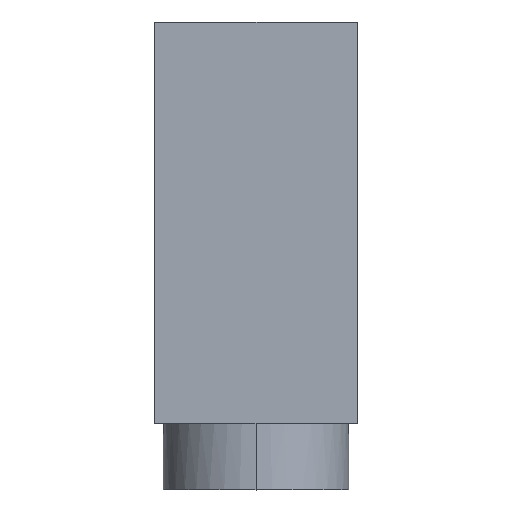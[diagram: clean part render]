
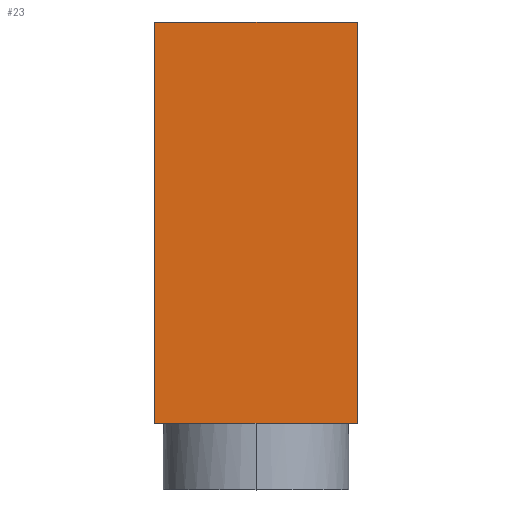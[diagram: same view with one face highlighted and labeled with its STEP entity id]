
A CAD part, top view. The second image highlights one B-rep face of the part: STEP entity #23.
In plain terms, the highlighted planar face has unit normal (0, 0, 1).
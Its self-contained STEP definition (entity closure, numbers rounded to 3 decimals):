
#23 = ADVANCED_FACE ( 'NONE', ( #642 ), #580, .T. ) ;
#29 = ORIENTED_EDGE ( 'NONE', *, *, #821, .T. ) ;
#51 = EDGE_LOOP ( 'NONE', ( #29, #1015, #625, #627, #1045, #1061 ) ) ;
#129 = CARTESIAN_POINT ( 'NONE',  ( 3.05, 6.05, 5. ) ) ;
#149 = VERTEX_POINT ( 'NONE', #1574 ) ;
#184 = LINE ( 'NONE', #906, #1776 ) ;
#350 = EDGE_CURVE ( 'NONE', #1530, #149, #1542, .T. ) ;
#406 = CARTESIAN_POINT ( 'NONE',  ( -3.05, -6.05, 5. ) ) ;
#412 = VECTOR ( 'NONE', #1364, 1000. ) ;
#430 = VERTEX_POINT ( 'NONE', #872 ) ;
#444 = DIRECTION ( 'NONE',  ( 1., 0., 0. ) ) ;
#447 = EDGE_CURVE ( 'NONE', #149, #1425, #1206, .T. ) ;
#478 = VERTEX_POINT ( 'NONE', #129 ) ;
#488 = VECTOR ( 'NONE', #444, 1000. ) ;
#528 = EDGE_CURVE ( 'NONE', #1267, #1530, #952, .T. ) ;
#580 = PLANE ( 'NONE',  #1905 ) ;
#614 = CARTESIAN_POINT ( 'NONE',  ( -3.05, 6.05, 5. ) ) ;
#617 = CARTESIAN_POINT ( 'NONE',  ( -3.05, -6.05, 5. ) ) ;
#625 = ORIENTED_EDGE ( 'NONE', *, *, #926, .T. ) ;
#627 = ORIENTED_EDGE ( 'NONE', *, *, #528, .T. ) ;
#642 = FACE_OUTER_BOUND ( 'NONE', #51, .T. ) ;
#821 = EDGE_CURVE ( 'NONE', #1425, #478, #184, .T. ) ;
#872 = CARTESIAN_POINT ( 'NONE',  ( -3.05, 6.05, 5. ) ) ;
#881 = DIRECTION ( 'NONE',  ( 0., 1., 0. ) ) ;
#892 = CARTESIAN_POINT ( 'NONE',  ( -3.05, -6.05, 5. ) ) ;
#906 = CARTESIAN_POINT ( 'NONE',  ( 3.05, 6.05, 5. ) ) ;
#926 = EDGE_CURVE ( 'NONE', #430, #1267, #1820, .T. ) ;
#952 = LINE ( 'NONE', #1244, #412 ) ;
#1015 = ORIENTED_EDGE ( 'NONE', *, *, #1328, .T. ) ;
#1043 = DIRECTION ( 'NONE',  ( 1., 0., 0. ) ) ;
#1045 = ORIENTED_EDGE ( 'NONE', *, *, #350, .T. ) ;
#1046 = CARTESIAN_POINT ( 'NONE',  ( 0., 0., 5. ) ) ;
#1061 = ORIENTED_EDGE ( 'NONE', *, *, #447, .T. ) ;
#1115 = VECTOR ( 'NONE', #1703, 1000. ) ;
#1121 = VECTOR ( 'NONE', #1043, 1000. ) ;
#1206 = LINE ( 'NONE', #617, #488 ) ;
#1244 = CARTESIAN_POINT ( 'NONE',  ( -3.05, -6.05, 5. ) ) ;
#1267 = VERTEX_POINT ( 'NONE', #406 ) ;
#1328 = EDGE_CURVE ( 'NONE', #478, #430, #1533, .T. ) ;
#1364 = DIRECTION ( 'NONE',  ( 1., 0., 0. ) ) ;
#1365 = CARTESIAN_POINT ( 'NONE',  ( 3.05, -6.05, 5. ) ) ;
#1393 = DIRECTION ( 'NONE',  ( 0., -1., 0. ) ) ;
#1401 = CARTESIAN_POINT ( 'NONE',  ( -3.05, 6.05, 5. ) ) ;
#1410 = VECTOR ( 'NONE', #1393, 1000. ) ;
#1413 = CARTESIAN_POINT ( 'NONE',  ( -1.261, -6.05, 5. ) ) ;
#1425 = VERTEX_POINT ( 'NONE', #1365 ) ;
#1530 = VERTEX_POINT ( 'NONE', #1413 ) ;
#1533 = LINE ( 'NONE', #614, #1115 ) ;
#1542 = LINE ( 'NONE', #892, #1121 ) ;
#1574 = CARTESIAN_POINT ( 'NONE',  ( 1.261, -6.05, 5. ) ) ;
#1636 = DIRECTION ( 'NONE',  ( 0., 0., 1. ) ) ;
#1703 = DIRECTION ( 'NONE',  ( -1., 0., 0. ) ) ;
#1776 = VECTOR ( 'NONE', #881, 1000. ) ;
#1789 = DIRECTION ( 'NONE',  ( 1., 0., 0. ) ) ;
#1820 = LINE ( 'NONE', #1401, #1410 ) ;
#1905 = AXIS2_PLACEMENT_3D ( 'NONE', #1046, #1636, #1789 ) ;
